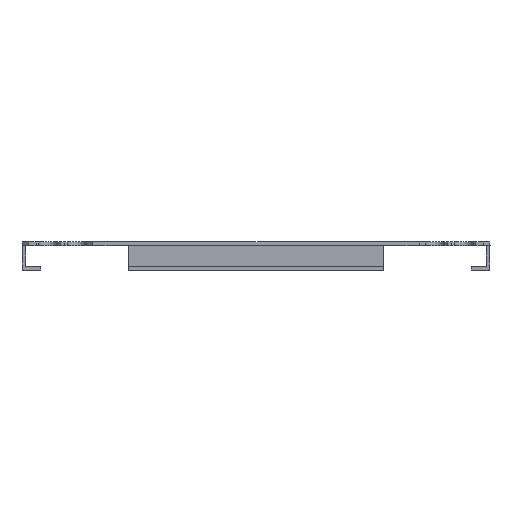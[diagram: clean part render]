
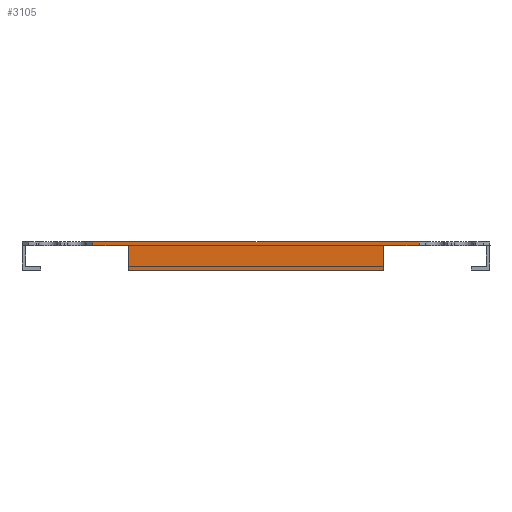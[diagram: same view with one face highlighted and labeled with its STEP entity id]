
A CAD part, front view. The second image highlights one B-rep face of the part: STEP entity #3105.
In plain terms, the highlighted planar face has unit normal (0, -1, 0).
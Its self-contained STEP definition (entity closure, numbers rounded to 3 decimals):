
#1003=DIRECTION('',(-1.,0.,0.));
#1004=VECTOR('',#1003,173.);
#1005=CARTESIAN_POINT('',(-38.5,-895.,2.));
#1006=LINE('',#1005,#1004);
#1117=DIRECTION('',(0.,0.,-1.));
#1118=VECTOR('',#1117,2.);
#1119=CARTESIAN_POINT('',(-211.5,-895.,2.));
#1120=LINE('',#1119,#1118);
#1124=DIRECTION('',(-1.,0.,0.));
#1125=VECTOR('',#1124,18.903);
#1126=CARTESIAN_POINT('',(-38.5,-895.,0.));
#1127=LINE('',#1126,#1125);
#1131=DIRECTION('',(0.,0.,-1.));
#1132=VECTOR('',#1131,13.);
#1133=CARTESIAN_POINT('',(-57.403,-895.,0.));
#1134=LINE('',#1133,#1132);
#1138=DIRECTION('',(-1.,0.,0.));
#1139=VECTOR('',#1138,135.193);
#1140=CARTESIAN_POINT('',(-57.403,-895.,-13.));
#1141=LINE('',#1140,#1139);
#1145=DIRECTION('',(0.,0.,1.));
#1146=VECTOR('',#1145,13.);
#1147=CARTESIAN_POINT('',(-192.597,-895.,-13.));
#1148=LINE('',#1147,#1146);
#1152=DIRECTION('',(1.,0.,0.));
#1153=VECTOR('',#1152,18.903);
#1154=CARTESIAN_POINT('',(-211.5,-895.,0.));
#1155=LINE('',#1154,#1153);
#1166=DIRECTION('',(0.,0.,1.));
#1167=VECTOR('',#1166,2.);
#1168=CARTESIAN_POINT('',(-38.5,-895.,0.));
#1169=LINE('',#1168,#1167);
#2246=CARTESIAN_POINT('',(-57.403,-895.,0.));
#2248=VERTEX_POINT('',#2246);
#2250=CARTESIAN_POINT('',(-38.5,-895.,0.));
#2251=VERTEX_POINT('',#2250);
#2448=CARTESIAN_POINT('',(-38.5,-895.,2.));
#2449=VERTEX_POINT('',#2448);
#2516=CARTESIAN_POINT('',(-57.403,-895.,-13.));
#2517=VERTEX_POINT('',#2516);
#2606=CARTESIAN_POINT('',(-192.597,-895.,-13.));
#2607=CARTESIAN_POINT('',(-192.597,-895.,0.));
#2608=VERTEX_POINT('',#2606);
#2609=VERTEX_POINT('',#2607);
#2622=CARTESIAN_POINT('',(-211.5,-895.,0.));
#2623=VERTEX_POINT('',#2622);
#2628=CARTESIAN_POINT('',(-211.5,-895.,2.));
#2629=VERTEX_POINT('',#2628);
#3086=CARTESIAN_POINT('',(249.,-895.,2.));
#3087=DIRECTION('',(0.,-1.,0.));
#3088=DIRECTION('',(1.,0.,0.));
#3089=AXIS2_PLACEMENT_3D('',#3086,#3087,#3088);
#3090=PLANE('',#3089);
#3091=ORIENTED_EDGE('',*,*,#3081,.F.);
#3092=ORIENTED_EDGE('',*,*,#2969,.F.);
#3094=ORIENTED_EDGE('',*,*,#3093,.F.);
#3095=ORIENTED_EDGE('',*,*,#2649,.T.);
#3097=ORIENTED_EDGE('',*,*,#3096,.T.);
#3099=ORIENTED_EDGE('',*,*,#3098,.T.);
#3101=ORIENTED_EDGE('',*,*,#3100,.T.);
#3102=ORIENTED_EDGE('',*,*,#2641,.F.);
#3103=EDGE_LOOP('',(#3091,#3092,#3094,#3095,#3097,#3099,#3101,#3102));
#3104=FACE_OUTER_BOUND('',#3103,.F.);
#2641=EDGE_CURVE('',#2623,#2609,#1155,.T.);
#2649=EDGE_CURVE('',#2251,#2248,#1127,.T.);
#2969=EDGE_CURVE('',#2449,#2629,#1006,.T.);
#3081=EDGE_CURVE('',#2629,#2623,#1120,.T.);
#3093=EDGE_CURVE('',#2251,#2449,#1169,.T.);
#3096=EDGE_CURVE('',#2248,#2517,#1134,.T.);
#3098=EDGE_CURVE('',#2517,#2608,#1141,.T.);
#3100=EDGE_CURVE('',#2608,#2609,#1148,.T.);
#3105=ADVANCED_FACE('',(#3104),#3090,.T.);
